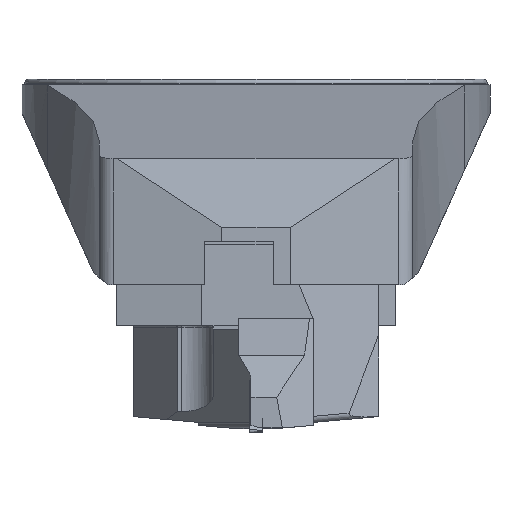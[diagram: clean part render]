
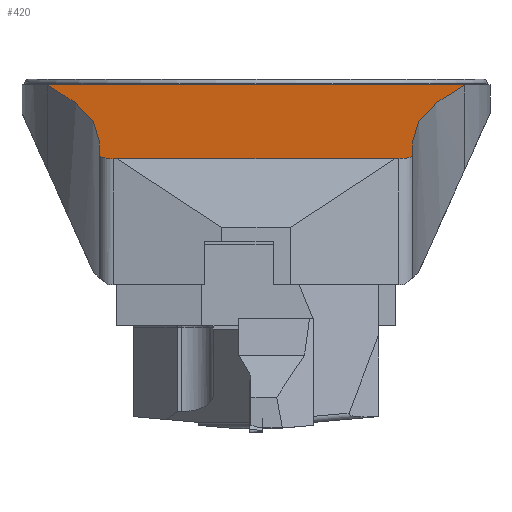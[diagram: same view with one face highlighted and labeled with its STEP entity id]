
A CAD part, left-side view. The second image highlights one B-rep face of the part: STEP entity #420.
In plain terms, the highlighted planar face has unit normal (-0.202, 0, 0.979).
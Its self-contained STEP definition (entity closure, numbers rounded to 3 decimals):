
#236=ELLIPSE('',#2743,265.472,260.);
#241=ELLIPSE('',#2751,265.472,260.);
#251=ELLIPSE('',#2765,6.126,6.);
#252=ELLIPSE('',#2766,6.126,6.);
#253=ELLIPSE('',#2767,132.736,130.);
#254=ELLIPSE('',#2768,132.736,130.);
#302=FACE_OUTER_BOUND('',#1183,.T.);
#420=ADVANCED_FACE('',(#302),#548,.F.);
#548=PLANE('',#2769);
#636=LINE('',#3721,#885);
#654=LINE('',#3768,#903);
#656=LINE('',#3772,#905);
#660=LINE('',#3780,#909);
#676=LINE('',#3813,#925);
#682=LINE('',#3826,#931);
#885=VECTOR('',#2989,1.);
#903=VECTOR('',#3021,1.);
#905=VECTOR('',#3025,1.);
#909=VECTOR('',#3031,1.);
#925=VECTOR('',#3055,1.);
#931=VECTOR('',#3065,1.);
#1183=EDGE_LOOP('',(#1463,#1464,#1465,#1466,#1467,#1468,#1469,#1470,#1471,
#1472,#1473,#1474));
#1463=ORIENTED_EDGE('',*,*,#2259,.T.);
#1464=ORIENTED_EDGE('',*,*,#2315,.T.);
#1465=ORIENTED_EDGE('',*,*,#2243,.T.);
#1466=ORIENTED_EDGE('',*,*,#2239,.F.);
#1467=ORIENTED_EDGE('',*,*,#2237,.T.);
#1468=ORIENTED_EDGE('',*,*,#2316,.T.);
#1469=ORIENTED_EDGE('',*,*,#2265,.T.);
#1470=ORIENTED_EDGE('',*,*,#2291,.T.);
#1471=ORIENTED_EDGE('',*,*,#2317,.T.);
#1472=ORIENTED_EDGE('',*,*,#2215,.T.);
#1473=ORIENTED_EDGE('',*,*,#2318,.T.);
#1474=ORIENTED_EDGE('',*,*,#2300,.T.);
#1985=VERTEX_POINT('',#3722);
#1986=VERTEX_POINT('',#3723);
#2006=VERTEX_POINT('',#3767);
#2007=VERTEX_POINT('',#3769);
#2008=VERTEX_POINT('',#3773);
#2011=VERTEX_POINT('',#3781);
#2023=VERTEX_POINT('',#3812);
#2024=VERTEX_POINT('',#3814);
#2029=VERTEX_POINT('',#3827);
#2030=VERTEX_POINT('',#3828);
#2051=VERTEX_POINT('',#3877);
#2057=VERTEX_POINT('',#3896);
#2215=EDGE_CURVE('',#1985,#1986,#636,.T.);
#2237=EDGE_CURVE('',#2007,#2006,#654,.T.);
#2239=EDGE_CURVE('',#2007,#2008,#656,.T.);
#2243=EDGE_CURVE('',#2011,#2008,#660,.T.);
#2259=EDGE_CURVE('',#2024,#2023,#676,.T.);
#2265=EDGE_CURVE('',#2029,#2030,#682,.T.);
#2291=EDGE_CURVE('',#2030,#2051,#236,.T.);
#2300=EDGE_CURVE('',#2057,#2024,#241,.T.);
#2315=EDGE_CURVE('',#2023,#2011,#251,.T.);
#2316=EDGE_CURVE('',#2006,#2029,#252,.T.);
#2317=EDGE_CURVE('',#2051,#1985,#253,.T.);
#2318=EDGE_CURVE('',#1986,#2057,#254,.T.);
#2743=AXIS2_PLACEMENT_3D('',#3878,#3102,#3103);
#2751=AXIS2_PLACEMENT_3D('',#3895,#3122,#3123);
#2765=AXIS2_PLACEMENT_3D('',#3922,#3155,#3156);
#2766=AXIS2_PLACEMENT_3D('',#3923,#3157,#3158);
#2767=AXIS2_PLACEMENT_3D('',#3924,#3159,#3160);
#2768=AXIS2_PLACEMENT_3D('',#3925,#3161,#3162);
#2769=AXIS2_PLACEMENT_3D('',#3926,#3163,#3164);
#2989=DIRECTION('',(0.,1.,0.));
#3021=DIRECTION('',(0.174,-0.984,0.036));
#3025=DIRECTION('',(0.,1.,0.));
#3031=DIRECTION('',(-0.174,-0.984,-0.036));
#3055=DIRECTION('',(-0.979,0.,-0.202));
#3065=DIRECTION('',(0.979,0.,0.202));
#3102=DIRECTION('',(0.202,0.,-0.979));
#3103=DIRECTION('',(0.979,0.,0.202));
#3122=DIRECTION('',(0.202,0.,-0.979));
#3123=DIRECTION('',(0.979,0.,0.202));
#3155=DIRECTION('',(-0.202,0.,0.979));
#3156=DIRECTION('',(0.979,0.,0.202));
#3157=DIRECTION('',(-0.202,0.,0.979));
#3158=DIRECTION('',(-0.979,0.,-0.202));
#3159=DIRECTION('',(-0.202,0.,0.979));
#3160=DIRECTION('',(0.979,0.,0.202));
#3161=DIRECTION('',(-0.202,0.,0.979));
#3162=DIRECTION('',(0.979,0.,0.202));
#3163=DIRECTION('',(0.202,0.,-0.979));
#3164=DIRECTION('',(0.979,0.,0.202));
#3721=CARTESIAN_POINT('',(-86.5,-219.,-2.));
#3722=CARTESIAN_POINT('',(-86.5,-73.12,-2.));
#3723=CARTESIAN_POINT('',(-86.5,73.12,-2.));
#3767=CARTESIAN_POINT('',(-212.292,-50.042,-27.943));
#3768=CARTESIAN_POINT('',(-219.141,-11.201,-29.355));
#3769=CARTESIAN_POINT('',(-212.569,-48.471,-28.));
#3772=CARTESIAN_POINT('',(-212.569,-219.,-28.));
#3773=CARTESIAN_POINT('',(-212.569,48.471,-28.));
#3780=CARTESIAN_POINT('',(-219.141,11.201,-29.355));
#3781=CARTESIAN_POINT('',(-212.292,50.042,-27.943));
#3812=CARTESIAN_POINT('',(-206.383,55.,-26.724));
#3813=CARTESIAN_POINT('',(-86.5,55.,-2.));
#3814=CARTESIAN_POINT('',(-181.865,55.,-21.668));
#3826=CARTESIAN_POINT('',(-86.5,-55.,-2.));
#3827=CARTESIAN_POINT('',(-206.383,-55.,-26.724));
#3828=CARTESIAN_POINT('',(-181.865,-55.,-21.668));
#3877=CARTESIAN_POINT('',(-86.807,-73.,-2.063));
#3878=CARTESIAN_POINT('',(-181.865,-315.,-21.668));
#3895=CARTESIAN_POINT('',(-181.865,315.,-21.668));
#3896=CARTESIAN_POINT('',(-86.807,73.,-2.063));
#3922=CARTESIAN_POINT('',(-206.383,49.,-26.724));
#3923=CARTESIAN_POINT('',(-206.383,-49.,-26.724));
#3924=CARTESIAN_POINT('',(-39.279,48.,7.739));
#3925=CARTESIAN_POINT('',(-39.279,-48.,7.739));
#3926=CARTESIAN_POINT('',(-86.5,-219.,-2.));
